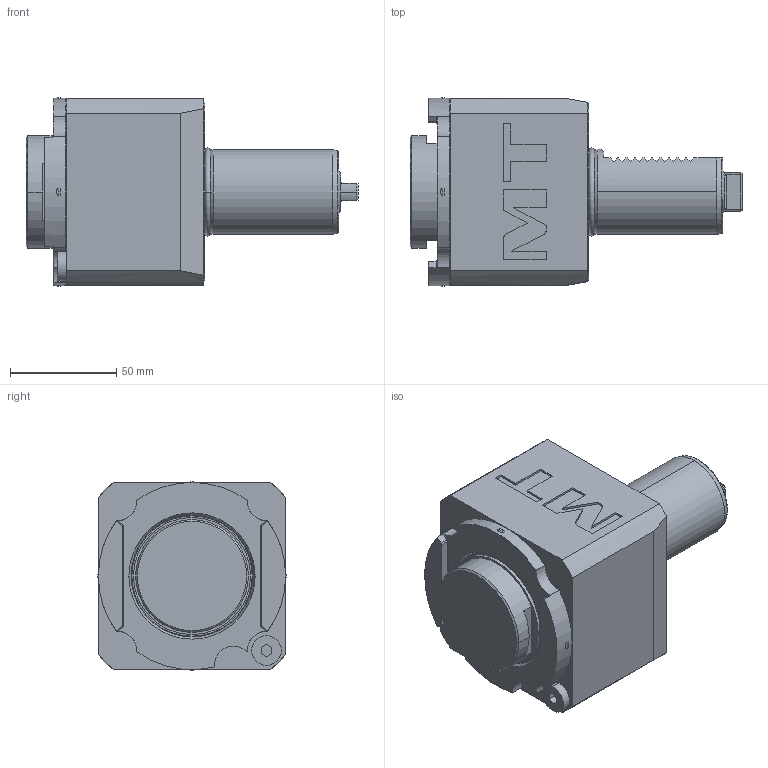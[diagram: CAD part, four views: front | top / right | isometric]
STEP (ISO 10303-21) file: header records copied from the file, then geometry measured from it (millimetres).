
FILE_DESCRIPTION((''),'2;1');
FILE_NAME('TKW0100432_CONF','2023-08-04T11:42:20',('alessandro'),('M.T. srl'),'CREO PARAMETRIC BY PTC INC, 2021072','CREO PARAMETRIC BY PTC INC, 2021072','');
FILE_SCHEMA(('CONFIG_CONTROL_DESIGN'));
Length unit declared in the file: millimetre
Products named in the file (1): TKW0100432_CONF
Bounding box: 156 x 88.5 x 88.5 mm (x, y, z)
Volume: 633018.7 mm3; surface area: 59773.9 mm2
Topology: 1 solids, 1 shells, 228 faces, 583 edges, 380 vertices
Faces by surface type: plane 130, cylinder 64, cone 15, torus 15, extrusion 4
Entity records: 7218 total; most frequent: CARTESIAN_POINT 1631, ORIENTED_EDGE 1166, DIRECTION 1121, EDGE_CURVE 583, AXIS2_PLACEMENT_3D 391, VERTEX_POINT 380, VECTOR 339, LINE 335
